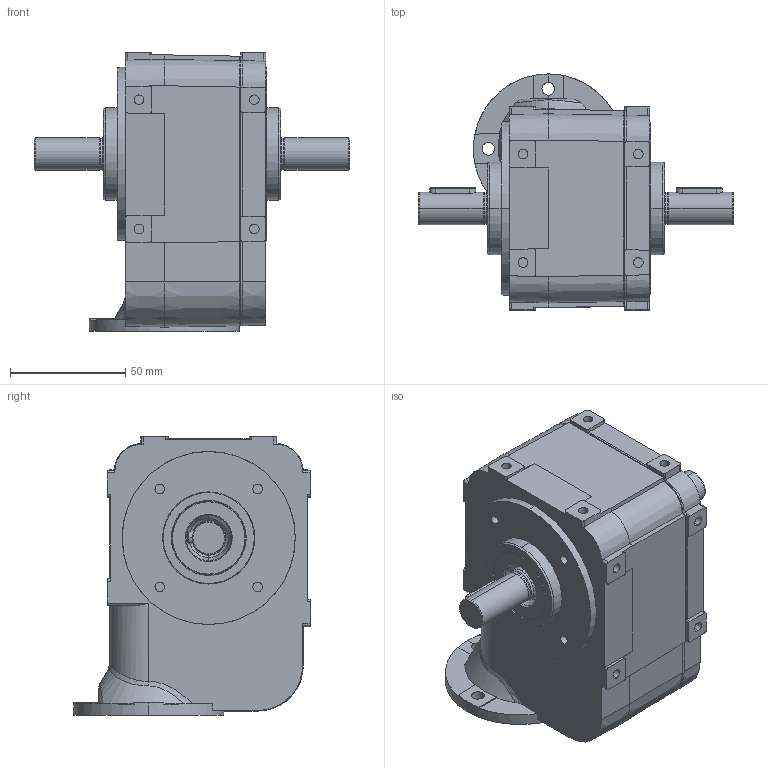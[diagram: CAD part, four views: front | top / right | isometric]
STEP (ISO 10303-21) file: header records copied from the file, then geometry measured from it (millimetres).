
FILE_DESCRIPTION (( 'STEP AP203' ), '1' );
FILE_NAME ('Getriebe ZK30B.STEP', '2023-04-19T06:52:48', ( '' ), ( '' ), 'SwSTEP 2.0', 'SolidWorks 2020', '' );
FILE_SCHEMA (( 'CONFIG_CONTROL_DESIGN' ));
Length unit declared in the file: millimetre
Products named in the file (1): Getriebe ZK30B
Bounding box: 137 x 102.5 x 121 mm (x, y, z)
Volume: 616295.3 mm3; surface area: 58477.4 mm2
Topology: 1 solids, 1 shells, 410 faces, 1031 edges, 656 vertices
Faces by surface type: cylinder 166, plane 160, cone 65, torus 10, bspline 9
Entity records: 13737 total; most frequent: CARTESIAN_POINT 3862, DIRECTION 2067, ORIENTED_EDGE 2062, EDGE_CURVE 1031, AXIS2_PLACEMENT_3D 767, VERTEX_POINT 656, VECTOR 533, LINE 533
